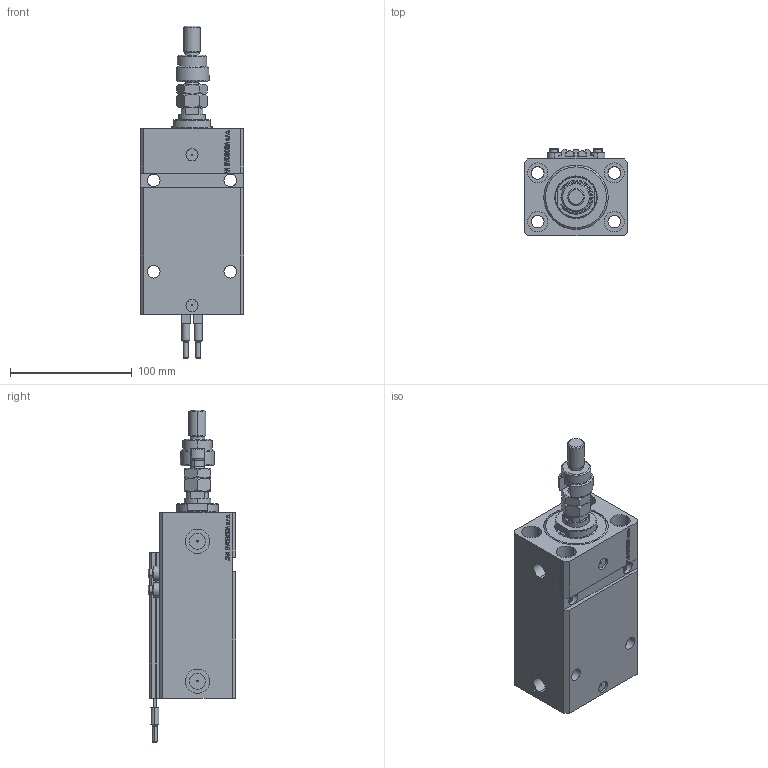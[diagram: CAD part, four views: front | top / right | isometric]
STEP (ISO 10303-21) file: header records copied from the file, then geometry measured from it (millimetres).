
FILE_DESCRIPTION (( 'STEP AP203' ), '1' );
FILE_NAME ('2929.STEP', '2023-10-07T18:01:46', ( '' ), ( '' ), 'SwSTEP 2.0', 'SolidWorks 2019', '' );
FILE_SCHEMA (( 'CONFIG_CONTROL_DESIGN' ));
Length unit declared in the file: millimetre
Products named in the file (9): V250CE_C_VCP 7a0c487a9d9d98d745d647272d59e467; DFA 7a0c487a9d9d98d745d647272d59e467; 2929; SWITCH_V250CE 7a0c487a9d9d98d745d647272d59e467; ALLEN BOLT V250CE 7a0c487a9d9d98d745d647272d59e467; V250CE_VC_E 7a0c487a9d9d98d745d647272d59e467; MFA 7a0c487a9d9d98d745d647272d59e467; V250CE_E_Body 7a0c487a9d9d98d745d647272d59e467; FEMALE_PART_FOR_DFA 7a0c487a9d9d98d745d647272d59e467
Assembly tree (12 placements, depth 3):
  2929
    V250CE_E_Body 7a0c487a9d9d98d745d647272d59e467
    ALLEN BOLT V250CE 7a0c487a9d9d98d745d647272d59e467  x4
    V250CE_C_VCP 7a0c487a9d9d98d745d647272d59e467
    V250CE_VC_E 7a0c487a9d9d98d745d647272d59e467
    DFA 7a0c487a9d9d98d745d647272d59e467
      FEMALE_PART_FOR_DFA 7a0c487a9d9d98d745d647272d59e467
      MFA 7a0c487a9d9d98d745d647272d59e467
    SWITCH_V250CE 7a0c487a9d9d98d745d647272d59e467  x2
Bounding box: 85 x 72 x 273 mm (x, y, z)
Volume: 171530.2 mm3; surface area: 152690.3 mm2
Topology: 11 solids, 12 shells, 1260 faces, 3101 edges, 1976 vertices
Faces by surface type: plane 599, bspline 356, cylinder 183, cone 100, torus 22
Entity records: 52269 total; most frequent: CARTESIAN_POINT 25977, ORIENTED_EDGE 5784, DIRECTION 4044, EDGE_CURVE 2892, VERTEX_POINT 1863, LINE 1704, VECTOR 1704, EDGE_LOOP 1305
